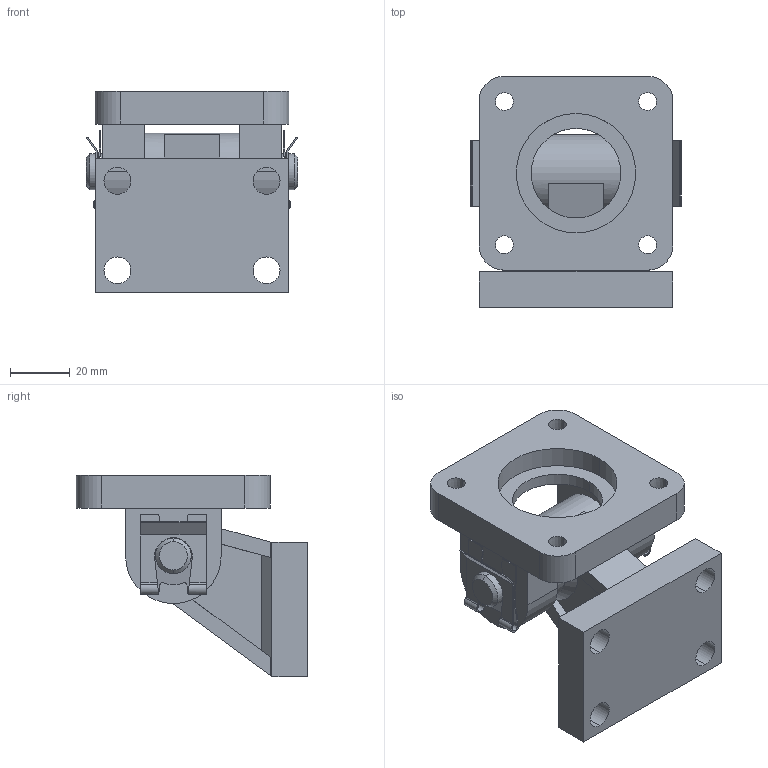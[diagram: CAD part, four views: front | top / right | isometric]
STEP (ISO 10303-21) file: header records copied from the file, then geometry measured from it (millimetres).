
FILE_DESCRIPTION (( 'STEP AP214' ), '1' );
FILE_NAME ('50 EYB.STEP', '2013-12-12T13:19:53', ( '' ), ( '' ), 'SwSTEP 2.0', 'SolidWorks 2010', '' );
FILE_SCHEMA (( 'AUTOMOTIVE_DESIGN' ));
Length unit declared in the file: millimetre
Products named in the file (5): 50  EYB; 50  EB  ; ÇAP 50 YER BAÐ. (CFM); 50  KLÝPS; 50  EB  P軲輄Varsay齦an
Assembly tree (5 placements, depth 2):
  50  EYB
    50  KLÝPS  x2
    50  EB  P軲輄Varsay齦an
    ÇAP 50 YER BAÐ. (CFM)
    50  EB  
Bounding box: 71 x 77.5 x 67.5 mm (x, y, z)
Volume: 122362 mm3; surface area: 40020.6 mm2
Topology: 5 solids, 5 shells, 244 faces, 664 edges, 437 vertices
Faces by surface type: plane 126, cylinder 99, cone 19
Entity records: 5757 total; most frequent: CARTESIAN_POINT 1047, DIRECTION 969, ORIENTED_EDGE 932, EDGE_CURVE 466, AXIS2_PLACEMENT_3D 347, VERTEX_POINT 305, LINE 275, VECTOR 275
